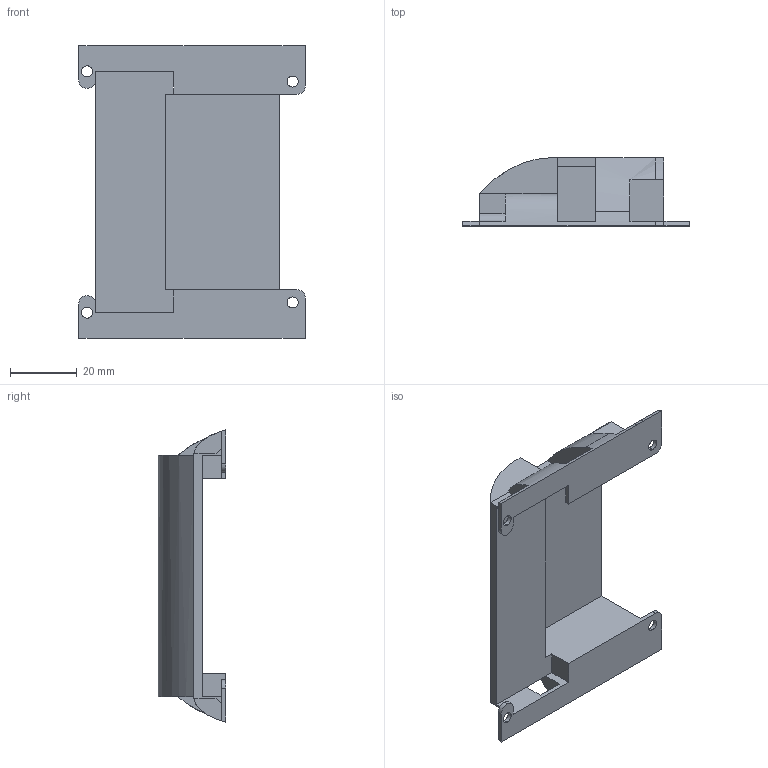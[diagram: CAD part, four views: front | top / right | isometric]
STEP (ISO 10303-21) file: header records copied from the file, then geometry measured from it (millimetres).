
FILE_DESCRIPTION (( 'STEP AP214' ), '1' );
FILE_NAME ('Flight Computer Sled Cover Cantaloupe v3.STEP', '2026-02-14T21:34:15', ( '' ), ( '' ), 'SwSTEP 2.0', 'SolidWorks 2025', '' );
FILE_SCHEMA (( 'AUTOMOTIVE_DESIGN' ));
Length unit declared in the file: inch
Products named in the file (1): Flight Computer Sled Cover Cantaloupe v3
Bounding box: 67.82 x 20.32 x 87.38 mm (x, y, z)
Volume: 30858.2 mm3; surface area: 15129 mm2
Topology: 1 solids, 1 shells, 73 faces, 215 edges, 140 vertices
Faces by surface type: plane 44, cylinder 16, bspline 13
Entity records: 2478 total; most frequent: CARTESIAN_POINT 558, ORIENTED_EDGE 430, DIRECTION 337, EDGE_CURVE 215, LINE 151, VECTOR 151, VERTEX_POINT 140, AXIS2_PLACEMENT_3D 93
